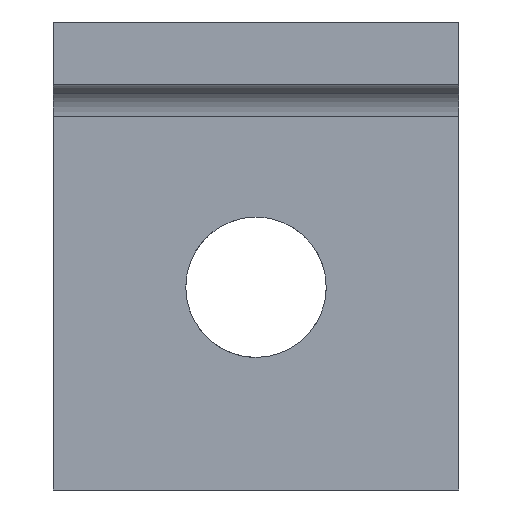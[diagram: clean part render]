
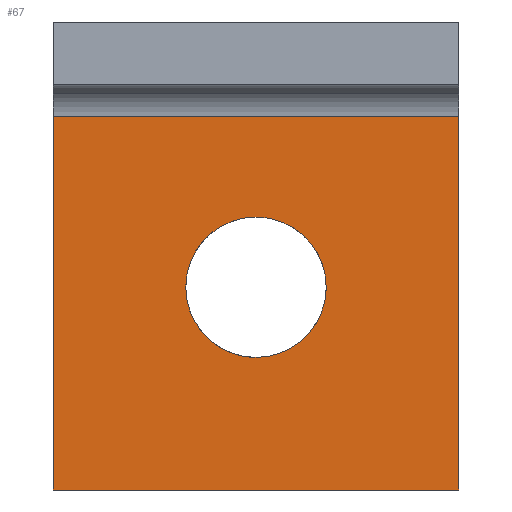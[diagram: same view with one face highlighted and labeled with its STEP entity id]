
A CAD part, front view. The second image highlights one B-rep face of the part: STEP entity #67.
In plain terms, the highlighted planar face has unit normal (0, -1, 0).
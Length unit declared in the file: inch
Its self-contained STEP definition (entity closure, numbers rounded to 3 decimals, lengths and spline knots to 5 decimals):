
#67=ADVANCED_FACE('',(#141,#142),#143,.T.);
#141=FACE_OUTER_BOUND('',#245,.T.);
#142=FACE_BOUND('',#246,.T.);
#143=PLANE('',#247);
#245=EDGE_LOOP('',(#389,#390,#391,#392));
#246=EDGE_LOOP('',(#393,#394,#395,#396));
#247=AXIS2_PLACEMENT_3D('',#397,#398,#399);
#389=ORIENTED_EDGE('',*,*,#570,.F.);
#390=ORIENTED_EDGE('',*,*,#577,.T.);
#391=ORIENTED_EDGE('',*,*,#578,.T.);
#392=ORIENTED_EDGE('',*,*,#579,.T.);
#393=ORIENTED_EDGE('',*,*,#580,.F.);
#394=ORIENTED_EDGE('',*,*,#581,.F.);
#395=ORIENTED_EDGE('',*,*,#551,.F.);
#396=ORIENTED_EDGE('',*,*,#582,.F.);
#397=CARTESIAN_POINT('',(0.40625,0.0,0.46875));
#398=DIRECTION('',(0.0,-1.0,0.0));
#399=DIRECTION('',(0.0,0.0,-1.0));
#551=EDGE_CURVE('',#651,#653,#654,.T.);
#570=EDGE_CURVE('',#684,#686,#687,.T.);
#577=EDGE_CURVE('',#684,#696,#697,.T.);
#578=EDGE_CURVE('',#696,#698,#699,.T.);
#579=EDGE_CURVE('',#698,#686,#700,.T.);
#580=EDGE_CURVE('',#701,#702,#703,.T.);
#581=EDGE_CURVE('',#653,#701,#704,.T.);
#582=EDGE_CURVE('',#702,#651,#705,.T.);
#651=VERTEX_POINT('',#801);
#653=VERTEX_POINT('',#804);
#654=B_SPLINE_CURVE_WITH_KNOTS('',3,(#805,#806,#807,#808),.UNSPECIFIED.,.F.,.F.,(4,4),(0.0,1.0),.UNSPECIFIED.);
#684=VERTEX_POINT('',#847);
#686=VERTEX_POINT('',#849);
#687=LINE('',#850,#851);
#696=VERTEX_POINT('',#867);
#697=LINE('',#868,#869);
#698=VERTEX_POINT('',#870);
#699=LINE('',#871,#872);
#700=LINE('',#873,#874);
#701=VERTEX_POINT('',#875);
#702=VERTEX_POINT('',#876);
#703=B_SPLINE_CURVE_WITH_KNOTS('',3,(#877,#878,#879,#880),.UNSPECIFIED.,.F.,.F.,(4,4),(0.0,1.0),.UNSPECIFIED.);
#704=B_SPLINE_CURVE_WITH_KNOTS('',3,(#881,#882,#883,#884),.UNSPECIFIED.,.F.,.F.,(4,4),(0.0,1.0),.UNSPECIFIED.);
#705=B_SPLINE_CURVE_WITH_KNOTS('',3,(#885,#886,#887,#888),.UNSPECIFIED.,.F.,.F.,(4,4),(0.0,1.0),.UNSPECIFIED.);
#801=CARTESIAN_POINT('',(0.54687,0.0,0.40625));
#804=CARTESIAN_POINT('',(0.40625,0.0,0.54688));
#805=CARTESIAN_POINT('',(0.54687,0.0,0.40625));
#806=CARTESIAN_POINT('',(0.54687,0.0,0.48391));
#807=CARTESIAN_POINT('',(0.48391,0.0,0.54688));
#808=CARTESIAN_POINT('',(0.40625,0.0,0.54688));
#847=CARTESIAN_POINT('',(0.,0.0,0.74765));
#849=CARTESIAN_POINT('',(0.8125,0.0,0.74765));
#850=CARTESIAN_POINT('',(0.40625,0.0,0.74765));
#851=VECTOR('',#1019,1.0);
#867=CARTESIAN_POINT('',(0.,0.0,0.));
#868=CARTESIAN_POINT('',(0.,0.0,0.9375));
#869=VECTOR('',#1024,1.0);
#870=CARTESIAN_POINT('',(0.8125,0.0,0.));
#871=CARTESIAN_POINT('',(0.,0.0,0.));
#872=VECTOR('',#1025,1.0);
#873=CARTESIAN_POINT('',(0.8125,0.0,0.));
#874=VECTOR('',#1026,1.0);
#875=CARTESIAN_POINT('',(0.26563,0.0,0.40625));
#876=CARTESIAN_POINT('',(0.40625,0.0,0.26563));
#877=CARTESIAN_POINT('',(0.26563,0.0,0.40625));
#878=CARTESIAN_POINT('',(0.26563,0.0,0.32859));
#879=CARTESIAN_POINT('',(0.32859,0.0,0.26563));
#880=CARTESIAN_POINT('',(0.40625,0.0,0.26563));
#881=CARTESIAN_POINT('',(0.40625,0.0,0.54688));
#882=CARTESIAN_POINT('',(0.32859,0.0,0.54688));
#883=CARTESIAN_POINT('',(0.26563,0.0,0.48391));
#884=CARTESIAN_POINT('',(0.26563,0.0,0.40625));
#885=CARTESIAN_POINT('',(0.40625,0.0,0.26563));
#886=CARTESIAN_POINT('',(0.48391,0.0,0.26563));
#887=CARTESIAN_POINT('',(0.54687,0.0,0.32859));
#888=CARTESIAN_POINT('',(0.54687,0.0,0.40625));
#1019=DIRECTION('',(1.0,0.0,0.0));
#1024=DIRECTION('',(0.0,0.0,-1.0));
#1025=DIRECTION('',(1.0,0.0,0.0));
#1026=DIRECTION('',(0.0,0.0,1.0));
